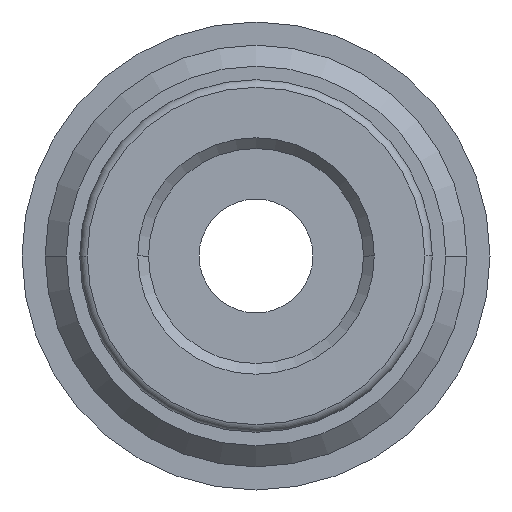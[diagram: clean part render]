
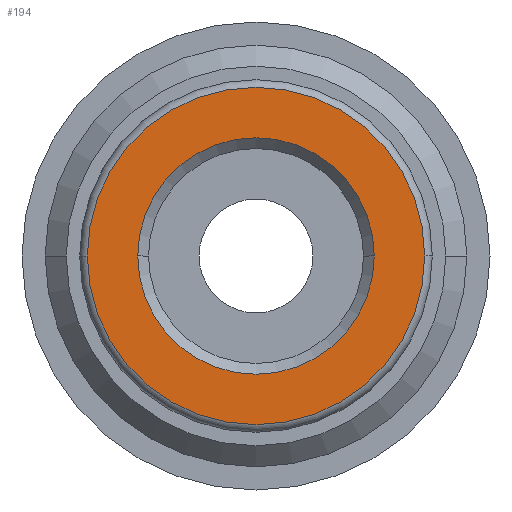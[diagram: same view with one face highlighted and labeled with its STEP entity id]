
A CAD part, front view. The second image highlights one B-rep face of the part: STEP entity #194.
In plain terms, the highlighted planar face has unit normal (0, -1, 0).
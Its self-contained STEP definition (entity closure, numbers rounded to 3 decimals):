
#194=ADVANCED_FACE('',(#400,#401),#402,.T.);
#400=FACE_BOUND('',#609,.T.);
#401=FACE_OUTER_BOUND('',#610,.T.);
#402=PLANE('',#611);
#609=EDGE_LOOP('',(#1080,#1081));
#610=EDGE_LOOP('',(#1082,#1083));
#611=AXIS2_PLACEMENT_3D('',#1084,#1085,#1086);
#1080=ORIENTED_EDGE('',*,*,#1341,.T.);
#1081=ORIENTED_EDGE('',*,*,#1277,.T.);
#1082=ORIENTED_EDGE('',*,*,#1349,.T.);
#1083=ORIENTED_EDGE('',*,*,#1304,.T.);
#1084=CARTESIAN_POINT('',(0.0,0.0,0.0));
#1085=DIRECTION('',(0.0,-1.0,0.0));
#1086=DIRECTION('',(-1.0,0.0,0.0));
#1277=EDGE_CURVE('',#1532,#1536,#1538,.T.);
#1304=EDGE_CURVE('',#1574,#1571,#1575,.T.);
#1341=EDGE_CURVE('',#1536,#1532,#1615,.T.);
#1349=EDGE_CURVE('',#1571,#1574,#1623,.T.);
#1532=VERTEX_POINT('',#2021);
#1536=VERTEX_POINT('',#2026);
#1538=CIRCLE('',#2029,2.805);
#1571=VERTEX_POINT('',#2113);
#1574=VERTEX_POINT('',#2117);
#1575=CIRCLE('',#2118,4.0);
#1615=CIRCLE('',#2189,2.805);
#1623=CIRCLE('',#2199,4.0);
#2021=CARTESIAN_POINT('',(2.805,0.0,0.));
#2026=CARTESIAN_POINT('',(-2.805,0.0,0.));
#2029=AXIS2_PLACEMENT_3D('',#2379,#2380,#2381);
#2113=CARTESIAN_POINT('',(4.0,0.0,0.0));
#2117=CARTESIAN_POINT('',(-4.0,0.0,0.));
#2118=AXIS2_PLACEMENT_3D('',#2408,#2409,#2410);
#2189=AXIS2_PLACEMENT_3D('',#2450,#2451,#2452);
#2199=AXIS2_PLACEMENT_3D('',#2455,#2456,#2457);
#2379=CARTESIAN_POINT('',(0.0,0.0,0.0));
#2380=DIRECTION('',(-0.0,1.0,0.0));
#2381=DIRECTION('',(1.0,0.0,0.0));
#2408=CARTESIAN_POINT('',(0.0,0.0,0.0));
#2409=DIRECTION('',(0.0,-1.0,0.0));
#2410=DIRECTION('',(1.0,0.0,0.0));
#2450=CARTESIAN_POINT('',(0.0,0.0,0.0));
#2451=DIRECTION('',(-0.0,1.0,0.0));
#2452=DIRECTION('',(1.0,0.0,0.0));
#2455=CARTESIAN_POINT('',(0.0,0.0,0.0));
#2456=DIRECTION('',(0.0,-1.0,0.0));
#2457=DIRECTION('',(1.0,0.0,0.0));
